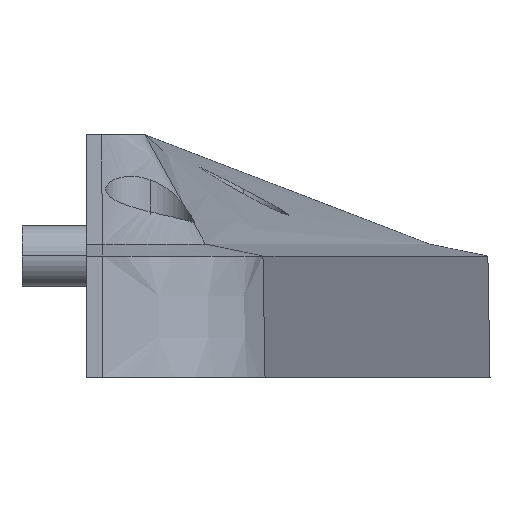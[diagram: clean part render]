
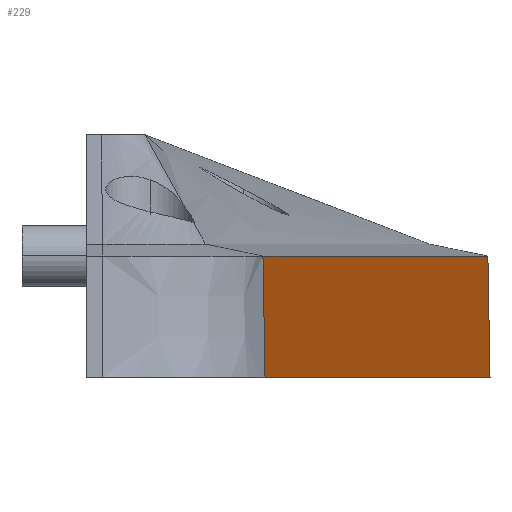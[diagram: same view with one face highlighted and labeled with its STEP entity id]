
A CAD part, left-side view. The second image highlights one B-rep face of the part: STEP entity #229.
In plain terms, the highlighted planar face has unit normal (-0.174, -0.985, 0.018).
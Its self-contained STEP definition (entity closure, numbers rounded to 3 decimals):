
#21 = DIRECTION ( 'NONE',  ( 0.174, 0.985, -0.017 ) ) ;
#56 = VERTEX_POINT ( 'NONE', #1143 ) ;
#72 = LINE ( 'NONE', #731, #999 ) ;
#127 = ORIENTED_EDGE ( 'NONE', *, *, #157, .F. ) ;
#157 = EDGE_CURVE ( 'NONE', #1383, #1182, #72, .T. ) ;
#229 = ADVANCED_FACE ( 'NONE', ( #609 ), #1046, .F. ) ;
#273 = LINE ( 'NONE', #1831, #297 ) ;
#297 = VECTOR ( 'NONE', #986, 1000. ) ;
#343 = CARTESIAN_POINT ( 'NONE',  ( -208.072, -21.862, 0. ) ) ;
#441 = ORIENTED_EDGE ( 'NONE', *, *, #970, .F. ) ;
#488 = CARTESIAN_POINT ( 'NONE',  ( -208.118, -22.12, -15. ) ) ;
#506 = CARTESIAN_POINT ( 'NONE',  ( -208.118, -22.12, -15. ) ) ;
#581 = CARTESIAN_POINT ( 'NONE',  ( -49.977, -49.738, 0. ) ) ;
#609 = FACE_OUTER_BOUND ( 'NONE', #1045, .T. ) ;
#673 = B_SPLINE_CURVE_WITH_KNOTS ( 'NONE', 3,
 ( #506, #1629, #1509, #343 ),
 .UNSPECIFIED., .F., .F.,
 ( 4, 4 ),
 ( 0., 1. ),
 .UNSPECIFIED. ) ;
#677 = CARTESIAN_POINT ( 'NONE',  ( -50., -50., -15. ) ) ;
#723 = EDGE_CURVE ( 'NONE', #1337, #56, #273, .T. ) ;
#731 = CARTESIAN_POINT ( 'NONE',  ( -50., -50., -15. ) ) ;
#756 = ORIENTED_EDGE ( 'NONE', *, *, #820, .F. ) ;
#820 = EDGE_CURVE ( 'NONE', #56, #1383, #1447, .T. ) ;
#894 = CARTESIAN_POINT ( 'NONE',  ( -50., -50., -15. ) ) ;
#903 = DIRECTION ( 'NONE',  ( -0.985, 0.174, 0. ) ) ;
#970 = EDGE_CURVE ( 'NONE', #1182, #1337, #673, .T. ) ;
#986 = DIRECTION ( 'NONE',  ( 0.985, -0.174, 0. ) ) ;
#999 = VECTOR ( 'NONE', #1300, 1000. ) ;
#1023 = VECTOR ( 'NONE', #1582, 1000. ) ;
#1045 = EDGE_LOOP ( 'NONE', ( #1244, #441, #127, #756 ) ) ;
#1046 = PLANE ( 'NONE',  #1385 ) ;
#1143 = CARTESIAN_POINT ( 'NONE',  ( -49.977, -49.738, 0. ) ) ;
#1182 = VERTEX_POINT ( 'NONE', #488 ) ;
#1244 = ORIENTED_EDGE ( 'NONE', *, *, #723, .F. ) ;
#1300 = DIRECTION ( 'NONE',  ( -0.985, 0.174, 0. ) ) ;
#1337 = VERTEX_POINT ( 'NONE', #1389 ) ;
#1383 = VERTEX_POINT ( 'NONE', #677 ) ;
#1385 = AXIS2_PLACEMENT_3D ( 'NONE', #894, #21, #903 ) ;
#1389 = CARTESIAN_POINT ( 'NONE',  ( -208.072, -21.862, 0. ) ) ;
#1447 = LINE ( 'NONE', #581, #1023 ) ;
#1509 = CARTESIAN_POINT ( 'NONE',  ( -208.087, -21.948, -5. ) ) ;
#1582 = DIRECTION ( 'NONE',  ( -0.002, -0.017, -1. ) ) ;
#1629 = CARTESIAN_POINT ( 'NONE',  ( -208.103, -22.034, -10. ) ) ;
#1831 = CARTESIAN_POINT ( 'NONE',  ( -49.955, -49.742, 0. ) ) ;
